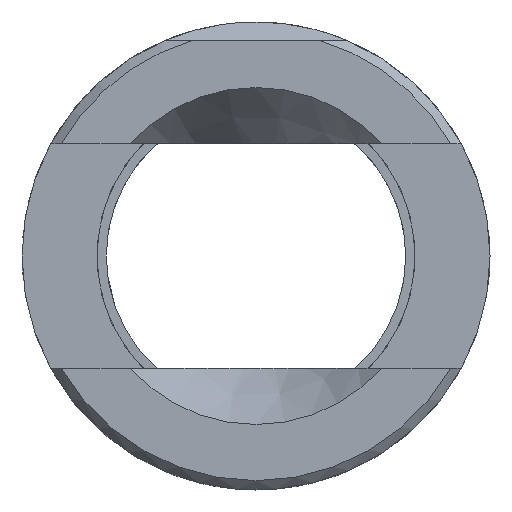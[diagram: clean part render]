
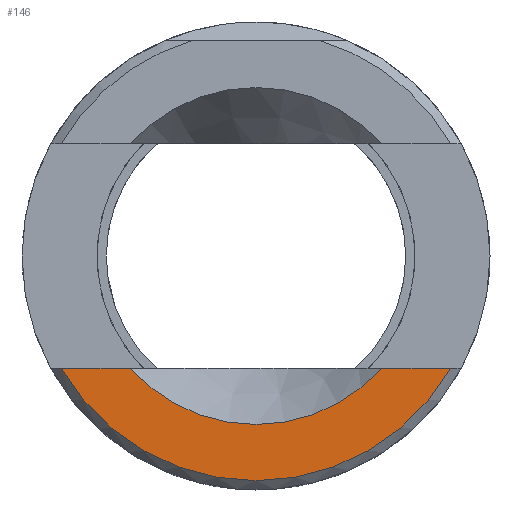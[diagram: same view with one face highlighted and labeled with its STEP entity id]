
A CAD part, left-side view. The second image highlights one B-rep face of the part: STEP entity #146.
In plain terms, the highlighted planar face has unit normal (-1, 0, 0).
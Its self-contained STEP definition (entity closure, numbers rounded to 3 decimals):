
#146 = ADVANCED_FACE( '', ( #298 ), #299, .F. );
#298 = FACE_OUTER_BOUND( '', #442, .T. );
#299 = PLANE( '', #443 );
#442 = EDGE_LOOP( '', ( #807, #808, #809, #810 ) );
#443 = AXIS2_PLACEMENT_3D( '', #811, #812, #813 );
#807 = ORIENTED_EDGE( '', *, *, #912, .T. );
#808 = ORIENTED_EDGE( '', *, *, #955, .T. );
#809 = ORIENTED_EDGE( '', *, *, #909, .T. );
#810 = ORIENTED_EDGE( '', *, *, #925, .F. );
#811 = CARTESIAN_POINT( '', ( 0., 25., 0. ) );
#812 = DIRECTION( '', ( 1., 0., 0. ) );
#813 = DIRECTION( '', ( 0., 0., -1. ) );
#909 = EDGE_CURVE( '', #1110, #1111, #1112, .T. );
#912 = EDGE_CURVE( '', #1116, #1114, #1117, .T. );
#925 = EDGE_CURVE( '', #1116, #1111, #1131, .T. );
#955 = EDGE_CURVE( '', #1114, #1110, #1168, .F. );
#1110 = VERTEX_POINT( '', #1510 );
#1111 = VERTEX_POINT( '', #1511 );
#1112 = LINE( '', #1512, #1513 );
#1114 = VERTEX_POINT( '', #1518 );
#1116 = VERTEX_POINT( '', #1523 );
#1117 = LINE( '', #1524, #1525 );
#1131 = CIRCLE( '', #1572, 18. );
#1168 = CIRCLE( '', #1697, 24. );
#1510 = CARTESIAN_POINT( '', ( 0., -20.785, -12. ) );
#1511 = CARTESIAN_POINT( '', ( 0., -13.416, -12. ) );
#1512 = CARTESIAN_POINT( '', ( 0., 25., -12. ) );
#1513 = VECTOR( '', #1846, 1000. );
#1518 = CARTESIAN_POINT( '', ( 0., 20.785, -12. ) );
#1523 = CARTESIAN_POINT( '', ( 0., 13.416, -12. ) );
#1524 = CARTESIAN_POINT( '', ( 0., 25., -12. ) );
#1525 = VECTOR( '', #1847, 1000. );
#1572 = AXIS2_PLACEMENT_3D( '', #1855, #1856, #1857 );
#1697 = AXIS2_PLACEMENT_3D( '', #1878, #1879, #1880 );
#1846 = DIRECTION( '', ( 0., 1., 0. ) );
#1847 = DIRECTION( '', ( 0., 1., 0. ) );
#1855 = CARTESIAN_POINT( '', ( 0., 0., 0. ) );
#1856 = DIRECTION( '', ( -1., 0., 0. ) );
#1857 = DIRECTION( '', ( 0., 0., 1. ) );
#1878 = CARTESIAN_POINT( '', ( 0., 0., 0. ) );
#1879 = DIRECTION( '', ( 1., 0., 0. ) );
#1880 = DIRECTION( '', ( 0., 0., -1. ) );
